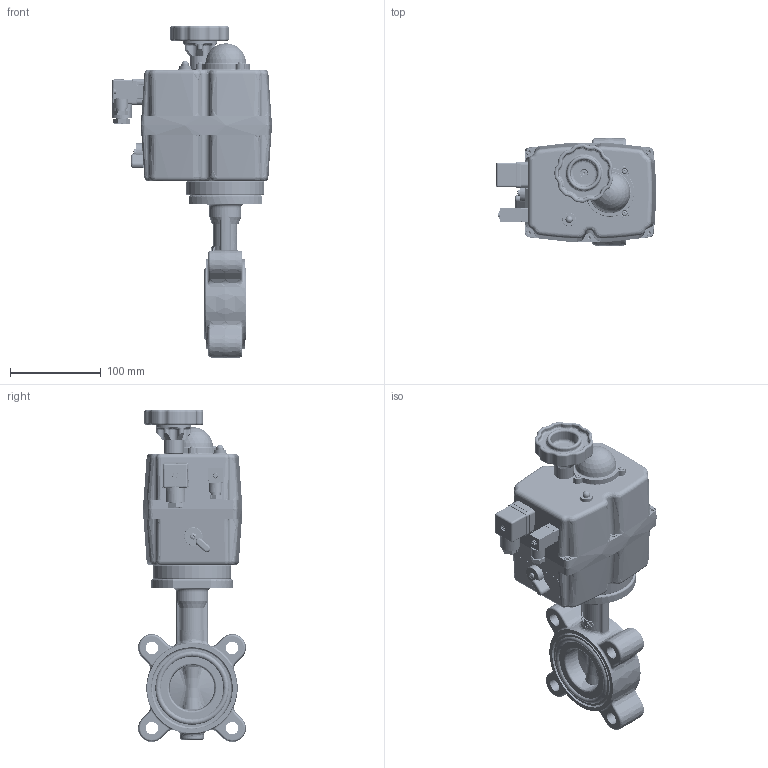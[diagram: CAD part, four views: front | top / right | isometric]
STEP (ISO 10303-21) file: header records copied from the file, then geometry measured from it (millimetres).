
FILE_DESCRIPTION (( 'STEP AP214' ), '1' );
FILE_NAME ('AK211-DN50-PN-10-16-Elektrischer-J4C-S20-Schwenkantrieb-24V-230V-240V-Fergo.STEP', '2022-12-06T15:35:21', ( '' ), ( '' ), 'SwSTEP 2.0', 'SolidWorks 2022', '' );
FILE_SCHEMA (( 'AUTOMOTIVE_DESIGN' ));
Length unit declared in the file: millimetre
Products named in the file (4): AK211-DN50-PN-10-16-Elektrischer-J4C-S20-Schwenkantrieb-24V-230V-240V-Fergo; Flanschadapter 15mm; AK211 DN50 PN10-16_Standard; J&J S-20+35
Assembly tree (3 placements, depth 2):
  AK211-DN50-PN-10-16-Elektrischer-J4C-S20-Schwenkantrieb-24V-230V-240V-Fergo
    J&J S-20+35
    Flanschadapter 15mm
    AK211 DN50 PN10-16_Standard
Bounding box: 176.14 x 118.78 x 365.41 mm (x, y, z)
Volume: 1040170.7 mm3; surface area: 369702.9 mm2
Topology: 58 solids, 58 shells, 5423 faces, 13423 edges, 8192 vertices
Faces by surface type: cylinder 1725, plane 1299, cone 1150, torus 658, bspline 461, sphere 130
Entity records: 215462 total; most frequent: CARTESIAN_POINT 81515, DIRECTION 27821, ORIENTED_EDGE 26546, EDGE_CURVE 13273, AXIS2_PLACEMENT_3D 11273, VERTEX_POINT 8186, CIRCLE 6305, EDGE_LOOP 5829
